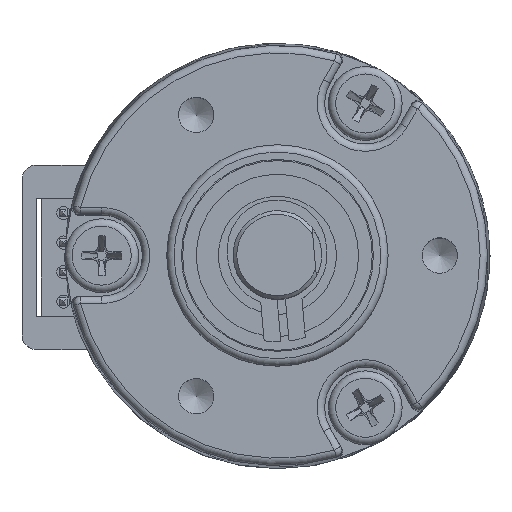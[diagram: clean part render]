
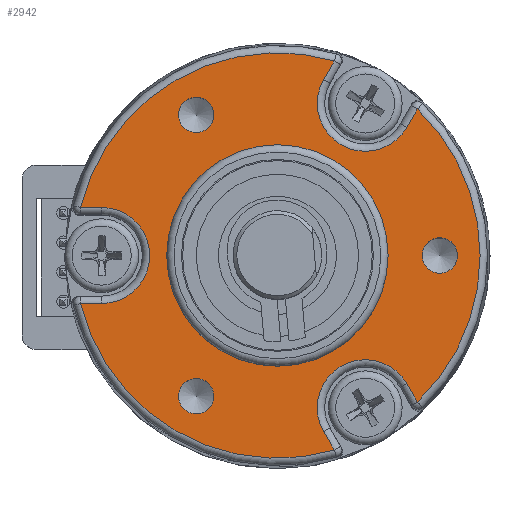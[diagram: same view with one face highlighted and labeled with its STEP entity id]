
A CAD part, top view. The second image highlights one B-rep face of the part: STEP entity #2942.
In plain terms, the highlighted planar face has unit normal (0, 0, 1).
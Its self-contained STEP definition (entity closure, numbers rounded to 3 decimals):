
#975=FACE_BOUND('',#6974,.T.);
#976=FACE_BOUND('',#6975,.T.);
#977=FACE_BOUND('',#6976,.T.);
#978=FACE_BOUND('',#6977,.T.);
#979=FACE_BOUND('',#6978,.T.);
#1385=CIRCLE('',#28908,1.2);
#1386=CIRCLE('',#28909,1.2);
#1387=CIRCLE('',#28910,1.2);
#1388=CIRCLE('',#28911,13.731);
#1389=CIRCLE('',#28912,3.25);
#1390=CIRCLE('',#28913,13.731);
#1391=CIRCLE('',#28914,3.25);
#1392=CIRCLE('',#28915,13.731);
#1393=CIRCLE('',#28916,3.25);
#1394=CIRCLE('',#28917,7.5);
#2942=ADVANCED_FACE('',(#975,#976,#977,#978,#979),#4307,.T.);
#4307=PLANE('',#28918);
#6974=EDGE_LOOP('',(#11632));
#6975=EDGE_LOOP('',(#11633));
#6976=EDGE_LOOP('',(#11634));
#6977=EDGE_LOOP('',(#11635,#11636,#11637,#11638,#11639,#11640,#11641,#11642,
#11643,#11644,#11645,#11646));
#6978=EDGE_LOOP('',(#11647));
#11632=ORIENTED_EDGE('',*,*,#20005,.T.);
#11633=ORIENTED_EDGE('',*,*,#20006,.T.);
#11634=ORIENTED_EDGE('',*,*,#20007,.T.);
#11635=ORIENTED_EDGE('',*,*,#20008,.T.);
#11636=ORIENTED_EDGE('',*,*,#20009,.T.);
#11637=ORIENTED_EDGE('',*,*,#20010,.T.);
#11638=ORIENTED_EDGE('',*,*,#20011,.T.);
#11639=ORIENTED_EDGE('',*,*,#20012,.T.);
#11640=ORIENTED_EDGE('',*,*,#20013,.T.);
#11641=ORIENTED_EDGE('',*,*,#20014,.T.);
#11642=ORIENTED_EDGE('',*,*,#20015,.T.);
#11643=ORIENTED_EDGE('',*,*,#20016,.T.);
#11644=ORIENTED_EDGE('',*,*,#20017,.T.);
#11645=ORIENTED_EDGE('',*,*,#20018,.T.);
#11646=ORIENTED_EDGE('',*,*,#20019,.T.);
#11647=ORIENTED_EDGE('',*,*,#20020,.F.);
#16840=VERTEX_POINT('',#41520);
#16841=VERTEX_POINT('',#41522);
#16842=VERTEX_POINT('',#41524);
#16843=VERTEX_POINT('',#41526);
#16844=VERTEX_POINT('',#41527);
#16845=VERTEX_POINT('',#41529);
#16846=VERTEX_POINT('',#41531);
#16847=VERTEX_POINT('',#41533);
#16848=VERTEX_POINT('',#41535);
#16849=VERTEX_POINT('',#41537);
#16850=VERTEX_POINT('',#41539);
#16851=VERTEX_POINT('',#41541);
#16852=VERTEX_POINT('',#41543);
#16853=VERTEX_POINT('',#41545);
#16854=VERTEX_POINT('',#41547);
#16855=VERTEX_POINT('',#41550);
#20005=EDGE_CURVE('',#16840,#16840,#1385,.T.);
#20006=EDGE_CURVE('',#16841,#16841,#1386,.T.);
#20007=EDGE_CURVE('',#16842,#16842,#1387,.T.);
#20008=EDGE_CURVE('',#16843,#16844,#1388,.T.);
#20009=EDGE_CURVE('',#16844,#16845,#23530,.T.);
#20010=EDGE_CURVE('',#16845,#16846,#1389,.T.);
#20011=EDGE_CURVE('',#16846,#16847,#23531,.T.);
#20012=EDGE_CURVE('',#16847,#16848,#1390,.T.);
#20013=EDGE_CURVE('',#16848,#16849,#23532,.T.);
#20014=EDGE_CURVE('',#16849,#16850,#1391,.T.);
#20015=EDGE_CURVE('',#16850,#16851,#23533,.T.);
#20016=EDGE_CURVE('',#16851,#16852,#1392,.T.);
#20017=EDGE_CURVE('',#16852,#16853,#23534,.T.);
#20018=EDGE_CURVE('',#16853,#16854,#1393,.T.);
#20019=EDGE_CURVE('',#16854,#16843,#23535,.T.);
#20020=EDGE_CURVE('',#16855,#16855,#1394,.T.);
#23530=LINE('',#41528,#26525);
#23531=LINE('',#41532,#26526);
#23532=LINE('',#41536,#26527);
#23533=LINE('',#41540,#26528);
#23534=LINE('',#41544,#26529);
#23535=LINE('',#41548,#26530);
#26525=VECTOR('',#33555,1.);
#26526=VECTOR('',#33558,1.);
#26527=VECTOR('',#33561,1.);
#26528=VECTOR('',#33564,1.);
#26529=VECTOR('',#33567,1.);
#26530=VECTOR('',#33570,1.);
#28908=AXIS2_PLACEMENT_3D('',#41519,#33547,#33548);
#28909=AXIS2_PLACEMENT_3D('',#41521,#33549,#33550);
#28910=AXIS2_PLACEMENT_3D('',#41523,#33551,#33552);
#28911=AXIS2_PLACEMENT_3D('',#41525,#33553,#33554);
#28912=AXIS2_PLACEMENT_3D('',#41530,#33556,#33557);
#28913=AXIS2_PLACEMENT_3D('',#41534,#33559,#33560);
#28914=AXIS2_PLACEMENT_3D('',#41538,#33562,#33563);
#28915=AXIS2_PLACEMENT_3D('',#41542,#33565,#33566);
#28916=AXIS2_PLACEMENT_3D('',#41546,#33568,#33569);
#28917=AXIS2_PLACEMENT_3D('',#41549,#33571,#33572);
#28918=AXIS2_PLACEMENT_3D('',#41551,#33573,#33574);
#33547=DIRECTION('',(0.,0.,-1.));
#33548=DIRECTION('',(0.5,-0.866,0.));
#33549=DIRECTION('',(0.,0.,-1.));
#33550=DIRECTION('',(-1.,0.,0.));
#33551=DIRECTION('',(0.,0.,-1.));
#33552=DIRECTION('',(0.5,0.866,0.));
#33553=DIRECTION('',(0.,0.,1.));
#33554=DIRECTION('',(-0.5,-0.866,0.));
#33555=DIRECTION('',(-0.5,0.866,0.));
#33556=DIRECTION('',(0.,0.,-1.));
#33557=DIRECTION('',(-0.5,-0.866,0.));
#33558=DIRECTION('',(0.5,-0.866,0.));
#33559=DIRECTION('',(0.,0.,1.));
#33560=DIRECTION('',(-0.5,-0.866,0.));
#33561=DIRECTION('',(-0.5,-0.866,0.));
#33562=DIRECTION('',(0.,0.,-1.));
#33563=DIRECTION('',(-0.5,-0.866,0.));
#33564=DIRECTION('',(0.5,0.866,0.));
#33565=DIRECTION('',(0.,0.,1.));
#33566=DIRECTION('',(-0.5,-0.866,0.));
#33567=DIRECTION('',(1.,0.,0.));
#33568=DIRECTION('',(0.,0.,-1.));
#33569=DIRECTION('',(-0.5,-0.866,0.));
#33570=DIRECTION('',(-1.,0.,0.));
#33571=DIRECTION('',(0.,0.,1.));
#33572=DIRECTION('',(-0.5,-0.866,0.));
#33573=DIRECTION('',(0.,0.,1.));
#33574=DIRECTION('',(-0.5,-0.866,0.));
#41519=CARTESIAN_POINT('',(-5.5,9.526,20.5));
#41520=CARTESIAN_POINT('',(-4.9,8.487,20.5));
#41521=CARTESIAN_POINT('',(11.,0.,20.5));
#41522=CARTESIAN_POINT('',(9.8,0.,20.5));
#41523=CARTESIAN_POINT('',(-5.5,-9.526,20.5));
#41524=CARTESIAN_POINT('',(-4.9,-8.487,20.5));
#41525=CARTESIAN_POINT('',(0.,0.,20.5));
#41526=CARTESIAN_POINT('',(-13.34,-3.25,20.5));
#41527=CARTESIAN_POINT('',(3.856,-13.178,20.5));
#41528=CARTESIAN_POINT('',(3.135,-11.931,20.5));
#41529=CARTESIAN_POINT('',(3.135,-11.931,20.5));
#41530=CARTESIAN_POINT('',(5.95,-10.306,20.5));
#41531=CARTESIAN_POINT('',(8.765,-8.681,20.5));
#41532=CARTESIAN_POINT('',(2.815,1.625,20.5));
#41533=CARTESIAN_POINT('',(9.485,-9.928,20.5));
#41534=CARTESIAN_POINT('',(0.,0.,20.5));
#41535=CARTESIAN_POINT('',(9.485,9.928,20.5));
#41536=CARTESIAN_POINT('',(8.765,8.681,20.5));
#41537=CARTESIAN_POINT('',(8.765,8.681,20.5));
#41538=CARTESIAN_POINT('',(5.95,10.306,20.5));
#41539=CARTESIAN_POINT('',(3.135,11.931,20.5));
#41540=CARTESIAN_POINT('',(-2.815,1.625,20.5));
#41541=CARTESIAN_POINT('',(3.856,13.178,20.5));
#41542=CARTESIAN_POINT('',(0.,0.,20.5));
#41543=CARTESIAN_POINT('',(-13.34,3.25,20.5));
#41544=CARTESIAN_POINT('',(-11.9,3.25,20.5));
#41545=CARTESIAN_POINT('',(-11.9,3.25,20.5));
#41546=CARTESIAN_POINT('',(-11.9,0.,20.5));
#41547=CARTESIAN_POINT('',(-11.9,-3.25,20.5));
#41548=CARTESIAN_POINT('',(0.,-3.25,20.5));
#41549=CARTESIAN_POINT('',(0.,0.,
20.5));
#41550=CARTESIAN_POINT('',(-3.75,-6.495,20.5));
#41551=CARTESIAN_POINT('',(0.,0.,20.5));
